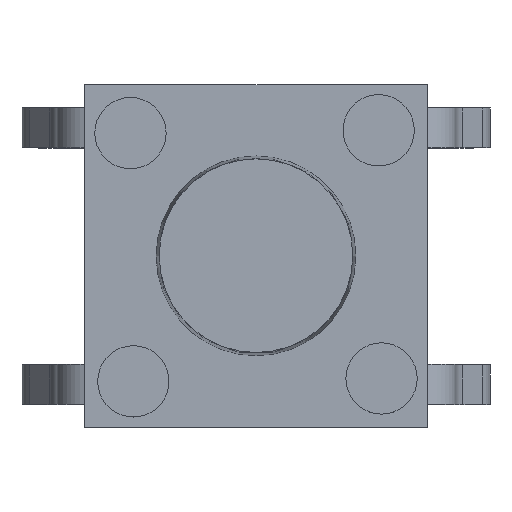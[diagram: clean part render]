
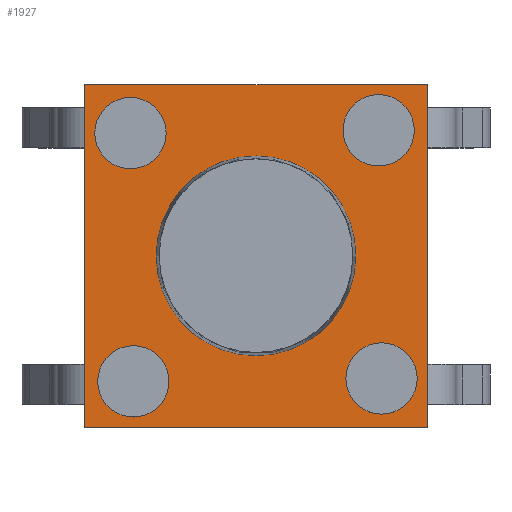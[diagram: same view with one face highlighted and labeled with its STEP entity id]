
A CAD part, top view. The second image highlights one B-rep face of the part: STEP entity #1927.
In plain terms, the highlighted planar face has unit normal (0, 0, 1).
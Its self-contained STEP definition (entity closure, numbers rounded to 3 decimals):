
#41 = EDGE_LOOP ( 'NONE', ( #1725, #4042 ) ) ;
#42 = CARTESIAN_POINT ( 'NONE',  ( 1.575, -2.15, 3.5 ) ) ;
#47 = EDGE_CURVE ( 'NONE', #6412, #3558, #1625, .T. ) ;
#138 = FACE_BOUND ( 'NONE', #4658, .T. ) ;
#139 = EDGE_CURVE ( 'NONE', #3054, #3283, #1307, .T. ) ;
#285 = CARTESIAN_POINT ( 'NONE',  ( -1.575, 2.15, 3.5 ) ) ;
#331 = VECTOR ( 'NONE', #2426, 1000. ) ;
#559 = CARTESIAN_POINT ( 'NONE',  ( -2.15, -2.2, 3.5 ) ) ;
#605 = EDGE_CURVE ( 'NONE', #5735, #6412, #1213, .T. ) ;
#654 = DIRECTION ( 'NONE',  ( 0., 0., -1. ) ) ;
#660 = DIRECTION ( 'NONE',  ( 0., 0., 1. ) ) ;
#766 = ORIENTED_EDGE ( 'NONE', *, *, #6211, .F. ) ;
#869 = LINE ( 'NONE', #4243, #3532 ) ;
#930 = CIRCLE ( 'NONE', #6372, 0.625 ) ;
#946 = CARTESIAN_POINT ( 'NONE',  ( 2.825, -2.15, 3.5 ) ) ;
#948 = DIRECTION ( 'NONE',  ( 0., 0., 1. ) ) ;
#1043 = EDGE_CURVE ( 'NONE', #6045, #6247, #2324, .T. ) ;
#1058 = EDGE_CURVE ( 'NONE', #6247, #6045, #2164, .T. ) ;
#1075 = DIRECTION ( 'NONE',  ( 1., 0., 0. ) ) ;
#1083 = LINE ( 'NONE', #4003, #4946 ) ;
#1109 = CARTESIAN_POINT ( 'NONE',  ( -3., -3., 3.5 ) ) ;
#1117 = DIRECTION ( 'NONE',  ( 0., 1., 0. ) ) ;
#1213 = LINE ( 'NONE', #5424, #331 ) ;
#1217 = CARTESIAN_POINT ( 'NONE',  ( -1.525, -2.2, 3.5 ) ) ;
#1232 = DIRECTION ( 'NONE',  ( 0., -1., 0. ) ) ;
#1245 = ORIENTED_EDGE ( 'NONE', *, *, #1043, .F. ) ;
#1268 = DIRECTION ( 'NONE',  ( 0., 0., 1. ) ) ;
#1307 = CIRCLE ( 'NONE', #3575, 1.75 ) ;
#1326 = FACE_OUTER_BOUND ( 'NONE', #1365, .T. ) ;
#1365 = EDGE_LOOP ( 'NONE', ( #6210, #4379, #3436, #5884 ) ) ;
#1436 = DIRECTION ( 'NONE',  ( 0., 0., 1. ) ) ;
#1476 = FACE_BOUND ( 'NONE', #41, .T. ) ;
#1515 = CARTESIAN_POINT ( 'NONE',  ( -2.825, 2.15, 3.5 ) ) ;
#1594 = AXIS2_PLACEMENT_3D ( 'NONE', #4282, #1268, #4802 ) ;
#1625 = LINE ( 'NONE', #5151, #5479 ) ;
#1672 = CARTESIAN_POINT ( 'NONE',  ( 2.15, 2.2, 3.5 ) ) ;
#1725 = ORIENTED_EDGE ( 'NONE', *, *, #4152, .T. ) ;
#1727 = CIRCLE ( 'NONE', #5772, 0.625 ) ;
#1733 = PLANE ( 'NONE',  #1594 ) ;
#1739 = AXIS2_PLACEMENT_3D ( 'NONE', #559, #4080, #1075 ) ;
#1814 = CIRCLE ( 'NONE', #4350, 1.75 ) ;
#1927 = ADVANCED_FACE ( 'NONE', ( #1476, #2674, #138, #3995, #5348, #1326 ), #1733, .T. ) ;
#1943 = CARTESIAN_POINT ( 'NONE',  ( 1.75, 0., 3.5 ) ) ;
#2021 = CARTESIAN_POINT ( 'NONE',  ( -2.15, -2.2, 3.5 ) ) ;
#2039 = CARTESIAN_POINT ( 'NONE',  ( -2.2, 2.15, 3.5 ) ) ;
#2164 = CIRCLE ( 'NONE', #6265, 0.625 ) ;
#2193 = DIRECTION ( 'NONE',  ( 1., 0., 0. ) ) ;
#2213 = CARTESIAN_POINT ( 'NONE',  ( -2.2, 2.15, 3.5 ) ) ;
#2277 = EDGE_CURVE ( 'NONE', #3479, #2298, #930, .T. ) ;
#2298 = VERTEX_POINT ( 'NONE', #1515 ) ;
#2324 = CIRCLE ( 'NONE', #5922, 0.625 ) ;
#2425 = CARTESIAN_POINT ( 'NONE',  ( 1.525, 2.2, 3.5 ) ) ;
#2426 = DIRECTION ( 'NONE',  ( 1., 0., 0. ) ) ;
#2529 = DIRECTION ( 'NONE',  ( 1., 0., 0. ) ) ;
#2542 = DIRECTION ( 'NONE',  ( 1., 0., 0. ) ) ;
#2674 = FACE_BOUND ( 'NONE', #5547, .T. ) ;
#2679 = DIRECTION ( 'NONE',  ( -1., 0., 0. ) ) ;
#2705 = DIRECTION ( 'NONE',  ( 0., 0., -1. ) ) ;
#2719 = ORIENTED_EDGE ( 'NONE', *, *, #6081, .F. ) ;
#2720 = DIRECTION ( 'NONE',  ( 1., 0., 0. ) ) ;
#2728 = CARTESIAN_POINT ( 'NONE',  ( 0., 0., 3.5 ) ) ;
#2897 = CIRCLE ( 'NONE', #3029, 0.625 ) ;
#2904 = ORIENTED_EDGE ( 'NONE', *, *, #5647, .F. ) ;
#2915 = AXIS2_PLACEMENT_3D ( 'NONE', #2213, #5715, #2720 ) ;
#3003 = DIRECTION ( 'NONE',  ( -1., 0., 0. ) ) ;
#3029 = AXIS2_PLACEMENT_3D ( 'NONE', #4460, #1436, #4972 ) ;
#3054 = VERTEX_POINT ( 'NONE', #1943 ) ;
#3283 = VERTEX_POINT ( 'NONE', #5163 ) ;
#3436 = ORIENTED_EDGE ( 'NONE', *, *, #4280, .T. ) ;
#3456 = EDGE_LOOP ( 'NONE', ( #1245, #5081 ) ) ;
#3479 = VERTEX_POINT ( 'NONE', #285 ) ;
#3511 = CARTESIAN_POINT ( 'NONE',  ( 2.775, 2.2, 3.5 ) ) ;
#3532 = VECTOR ( 'NONE', #1232, 1000. ) ;
#3558 = VERTEX_POINT ( 'NONE', #4459 ) ;
#3575 = AXIS2_PLACEMENT_3D ( 'NONE', #2728, #2705, #2679 ) ;
#3652 = CARTESIAN_POINT ( 'NONE',  ( 0., 0., 3.5 ) ) ;
#3658 = CARTESIAN_POINT ( 'NONE',  ( 2.15, 2.2, 3.5 ) ) ;
#3674 = CIRCLE ( 'NONE', #1739, 0.625 ) ;
#3732 = VERTEX_POINT ( 'NONE', #1217 ) ;
#3792 = CARTESIAN_POINT ( 'NONE',  ( -3., 3., 3.5 ) ) ;
#3845 = CARTESIAN_POINT ( 'NONE',  ( -2.775, -2.2, 3.5 ) ) ;
#3939 = CARTESIAN_POINT ( 'NONE',  ( 2.2, -2.15, 3.5 ) ) ;
#3995 = FACE_BOUND ( 'NONE', #3456, .T. ) ;
#4003 = CARTESIAN_POINT ( 'NONE',  ( -3., 3., 3.5 ) ) ;
#4042 = ORIENTED_EDGE ( 'NONE', *, *, #139, .T. ) ;
#4080 = DIRECTION ( 'NONE',  ( 0., 0., 1. ) ) ;
#4152 = EDGE_CURVE ( 'NONE', #3283, #3054, #1814, .T. ) ;
#4174 = DIRECTION ( 'NONE',  ( -1., 0., 0. ) ) ;
#4182 = DIRECTION ( 'NONE',  ( 1., 0., 0. ) ) ;
#4243 = CARTESIAN_POINT ( 'NONE',  ( -3., 3., 3.5 ) ) ;
#4280 = EDGE_CURVE ( 'NONE', #5963, #5735, #869, .T. ) ;
#4282 = CARTESIAN_POINT ( 'NONE',  ( 0., 0., 3.5 ) ) ;
#4293 = ORIENTED_EDGE ( 'NONE', *, *, #6416, .F. ) ;
#4350 = AXIS2_PLACEMENT_3D ( 'NONE', #3652, #654, #4174 ) ;
#4379 = ORIENTED_EDGE ( 'NONE', *, *, #6216, .T. ) ;
#4387 = AXIS2_PLACEMENT_3D ( 'NONE', #2021, #5523, #2529 ) ;
#4388 = EDGE_LOOP ( 'NONE', ( #4293, #6431 ) ) ;
#4459 = CARTESIAN_POINT ( 'NONE',  ( 3., 3., 3.5 ) ) ;
#4460 = CARTESIAN_POINT ( 'NONE',  ( 2.2, -2.15, 3.5 ) ) ;
#4462 = DIRECTION ( 'NONE',  ( 1., 0., 0. ) ) ;
#4518 = EDGE_CURVE ( 'NONE', #6090, #5028, #1727, .T. ) ;
#4658 = EDGE_LOOP ( 'NONE', ( #2719, #5791 ) ) ;
#4802 = DIRECTION ( 'NONE',  ( 1., 0., 0. ) ) ;
#4946 = VECTOR ( 'NONE', #3003, 1000. ) ;
#4972 = DIRECTION ( 'NONE',  ( 1., 0., 0. ) ) ;
#5028 = VERTEX_POINT ( 'NONE', #42 ) ;
#5081 = ORIENTED_EDGE ( 'NONE', *, *, #1058, .F. ) ;
#5099 = CIRCLE ( 'NONE', #4387, 0.625 ) ;
#5151 = CARTESIAN_POINT ( 'NONE',  ( 3., 3., 3.5 ) ) ;
#5163 = CARTESIAN_POINT ( 'NONE',  ( -1.75, 0., 3.5 ) ) ;
#5204 = DIRECTION ( 'NONE',  ( 0., 0., 1. ) ) ;
#5348 = FACE_BOUND ( 'NONE', #4388, .T. ) ;
#5424 = CARTESIAN_POINT ( 'NONE',  ( -3., -3., 3.5 ) ) ;
#5479 = VECTOR ( 'NONE', #1117, 1000. ) ;
#5523 = DIRECTION ( 'NONE',  ( 0., 0., 1. ) ) ;
#5535 = DIRECTION ( 'NONE',  ( 0., 0., 1. ) ) ;
#5547 = EDGE_LOOP ( 'NONE', ( #766, #2904 ) ) ;
#5647 = EDGE_CURVE ( 'NONE', #3732, #6019, #3674, .T. ) ;
#5666 = CARTESIAN_POINT ( 'NONE',  ( 3., -3., 3.5 ) ) ;
#5715 = DIRECTION ( 'NONE',  ( 0., 0., 1. ) ) ;
#5735 = VERTEX_POINT ( 'NONE', #1109 ) ;
#5772 = AXIS2_PLACEMENT_3D ( 'NONE', #3939, #948, #4462 ) ;
#5791 = ORIENTED_EDGE ( 'NONE', *, *, #4518, .F. ) ;
#5884 = ORIENTED_EDGE ( 'NONE', *, *, #605, .T. ) ;
#5922 = AXIS2_PLACEMENT_3D ( 'NONE', #3658, #660, #4182 ) ;
#5963 = VERTEX_POINT ( 'NONE', #3792 ) ;
#6019 = VERTEX_POINT ( 'NONE', #3845 ) ;
#6024 = CIRCLE ( 'NONE', #2915, 0.625 ) ;
#6045 = VERTEX_POINT ( 'NONE', #2425 ) ;
#6081 = EDGE_CURVE ( 'NONE', #5028, #6090, #2897, .T. ) ;
#6090 = VERTEX_POINT ( 'NONE', #946 ) ;
#6210 = ORIENTED_EDGE ( 'NONE', *, *, #47, .T. ) ;
#6211 = EDGE_CURVE ( 'NONE', #6019, #3732, #5099, .T. ) ;
#6216 = EDGE_CURVE ( 'NONE', #3558, #5963, #1083, .T. ) ;
#6247 = VERTEX_POINT ( 'NONE', #3511 ) ;
#6265 = AXIS2_PLACEMENT_3D ( 'NONE', #1672, #5204, #2193 ) ;
#6372 = AXIS2_PLACEMENT_3D ( 'NONE', #2039, #5535, #2542 ) ;
#6412 = VERTEX_POINT ( 'NONE', #5666 ) ;
#6416 = EDGE_CURVE ( 'NONE', #2298, #3479, #6024, .T. ) ;
#6431 = ORIENTED_EDGE ( 'NONE', *, *, #2277, .F. ) ;
